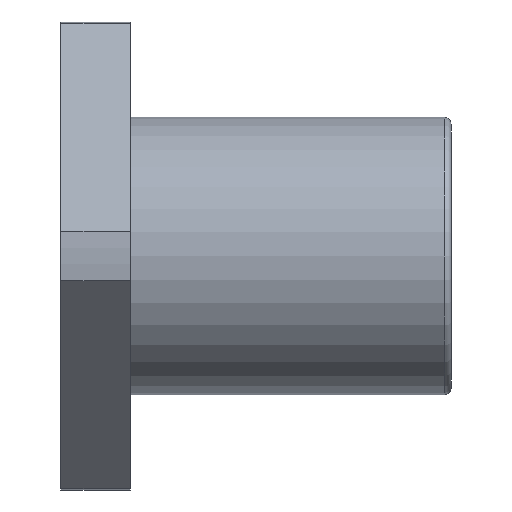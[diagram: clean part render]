
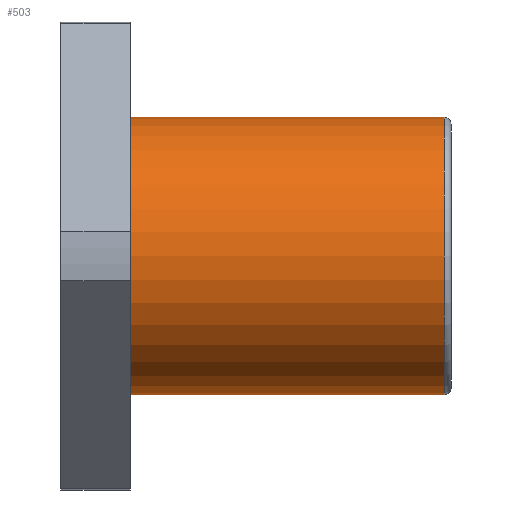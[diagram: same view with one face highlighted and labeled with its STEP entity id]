
A CAD part, front view. The second image highlights one B-rep face of the part: STEP entity #503.
In plain terms, the highlighted cylindrical face has radius 16 mm (diameter 32 mm), a full revolution.
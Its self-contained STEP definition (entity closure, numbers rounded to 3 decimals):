
#70=ORIENTED_EDGE('',*,*,#184,.F.);
#71=ORIENTED_EDGE('',*,*,#185,.F.);
#184=EDGE_CURVE('',#241,#241,#290,.F.);
#185=EDGE_CURVE('',#242,#242,#291,.T.);
#241=VERTEX_POINT('',#812);
#242=VERTEX_POINT('',#814);
#290=CIRCLE('',#555,16.);
#291=CIRCLE('',#556,16.);
#331=EDGE_LOOP('',(#70));
#332=EDGE_LOOP('',(#71));
#407=FACE_BOUND('',#331,.T.);
#408=FACE_BOUND('',#332,.T.);
#483=CYLINDRICAL_SURFACE('',#554,16.);
#503=ADVANCED_FACE('',(#407,#408),#483,.T.);
#554=AXIS2_PLACEMENT_3D('',#810,#635,#636);
#555=AXIS2_PLACEMENT_3D('',#811,#637,#638);
#556=AXIS2_PLACEMENT_3D('',#813,#639,#640);
#635=DIRECTION('',(1.,0.,0.));
#636=DIRECTION('',(0.,0.,-1.));
#637=DIRECTION('',(1.,0.,0.));
#638=DIRECTION('',(0.,0.,-1.));
#639=DIRECTION('',(1.,0.,0.));
#640=DIRECTION('',(0.,0.,-1.));
#810=CARTESIAN_POINT('',(500.,0.,0.));
#811=CARTESIAN_POINT('',(8.,0.,0.));
#812=CARTESIAN_POINT('',(8.,0.,-16.));
#813=CARTESIAN_POINT('',(44.2,0.,0.));
#814=CARTESIAN_POINT('',(44.2,0.,-16.));
